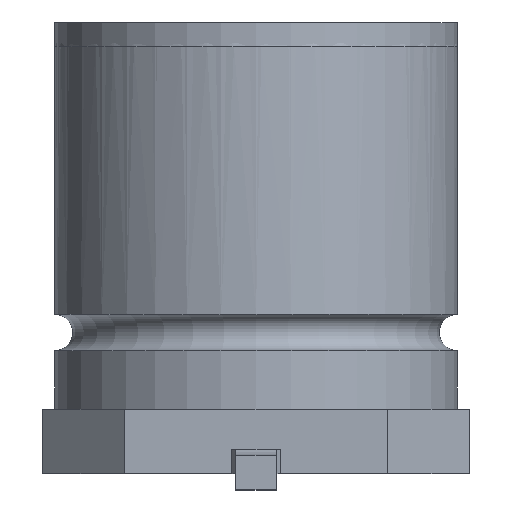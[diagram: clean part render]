
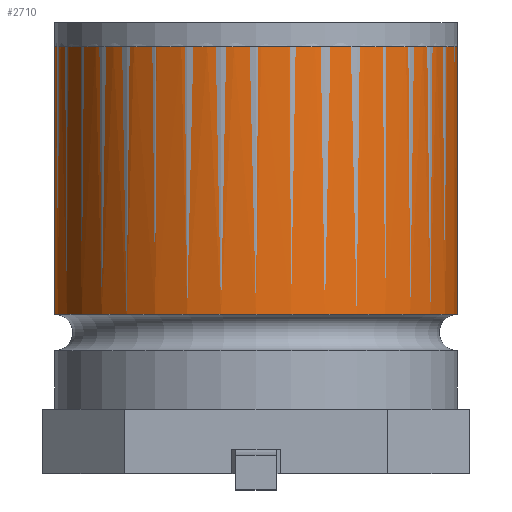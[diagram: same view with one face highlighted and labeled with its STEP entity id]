
A CAD part, front view. The second image highlights one B-rep face of the part: STEP entity #2710.
In plain terms, the highlighted cylindrical face has radius 2.5 mm (diameter 5 mm), a full revolution.
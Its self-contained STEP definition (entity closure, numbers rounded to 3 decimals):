
#2580 = ( BOUNDED_SURFACE() B_SPLINE_SURFACE(2,13,(
    (#2581,#2582,#2583,#2584,#2585,#2586,#2587,#2588,#2589,#2590,#2591
      ,#2592,#2593,#2594)
    ,(#2595,#2596,#2597,#2598,#2599,#2600,#2601,#2602,#2603,#2604,#2605
      ,#2606,#2607,#2608)
    ,(#2609,#2610,#2611,#2612,#2613,#2614,#2615,#2616,#2617,#2618,#2619
      ,#2620,#2621,#2622
)),.UNSPECIFIED.,.F.,.T.,.F.) B_SPLINE_SURFACE_WITH_KNOTS((3,3),(14,14),
  (0.,15.708),(0.,15.708),
.PIECEWISE_BEZIER_KNOTS.) GEOMETRIC_REPRESENTATION_ITEM() 
RATIONAL_B_SPLINE_SURFACE((
    (1.,1.,1.,1.,1.,1.
      ,1.,1.,1.,1.,1.,1.
      ,1.,1.)
    ,(0.707,0.707,0.707,0.707
      ,0.707,0.707,0.707,0.707
      ,0.707,0.707,0.707,0.707
      ,0.707,0.707)
    ,(1.,1.,1.,1.,1.,1.
      ,1.,1.,1.,1.,1.,1.
,1.,1.))) REPRESENTATION_ITEM('') SURFACE() );
#2581 = CARTESIAN_POINT('',(2.2,0.,5.8));
#2582 = CARTESIAN_POINT('',(2.2,1.048,5.8));
#2583 = CARTESIAN_POINT('',(1.658,2.12,5.8));
#2584 = CARTESIAN_POINT('',(0.544,2.887,5.8));
#2585 = CARTESIAN_POINT('',(-0.99,3.004,5.8));
#2586 = CARTESIAN_POINT('',(-2.315,2.187,
    5.8));
#2587 = CARTESIAN_POINT('',(-3.287,0.995,
    5.8));
#2588 = CARTESIAN_POINT('',(-3.287,-0.995,
    5.8));
#2589 = CARTESIAN_POINT('',(-2.315,-2.187,
    5.8));
#2590 = CARTESIAN_POINT('',(-0.99,-3.004,5.8));
#2591 = CARTESIAN_POINT('',(0.544,-2.887,5.8));
#2592 = CARTESIAN_POINT('',(1.658,-2.12,5.8));
#2593 = CARTESIAN_POINT('',(2.2,-1.048,5.8));
#2594 = CARTESIAN_POINT('',(2.2,0.,5.8));
#2595 = CARTESIAN_POINT('',(2.5,0.,5.8));
#2596 = CARTESIAN_POINT('',(2.5,1.191,5.8));
#2597 = CARTESIAN_POINT('',(1.885,2.409,5.8));
#2598 = CARTESIAN_POINT('',(0.618,3.28,5.8));
#2599 = CARTESIAN_POINT('',(-1.125,3.414,5.8));
#2600 = CARTESIAN_POINT('',(-2.631,2.486,
    5.8));
#2601 = CARTESIAN_POINT('',(-3.735,1.13,5.8)
  );
#2602 = CARTESIAN_POINT('',(-3.735,-1.13,
    5.8));
#2603 = CARTESIAN_POINT('',(-2.631,-2.486,
    5.8));
#2604 = CARTESIAN_POINT('',(-1.125,-3.414,5.8));
#2605 = CARTESIAN_POINT('',(0.618,-3.28,5.8));
#2606 = CARTESIAN_POINT('',(1.885,-2.409,5.8));
#2607 = CARTESIAN_POINT('',(2.5,-1.191,5.8));
#2608 = CARTESIAN_POINT('',(2.5,0.,5.8));
#2609 = CARTESIAN_POINT('',(2.5,0.,5.5));
#2610 = CARTESIAN_POINT('',(2.5,1.191,5.5));
#2611 = CARTESIAN_POINT('',(1.885,2.409,5.5));
#2612 = CARTESIAN_POINT('',(0.618,3.28,5.5));
#2613 = CARTESIAN_POINT('',(-1.125,3.414,5.5));
#2614 = CARTESIAN_POINT('',(-2.631,2.486,5.5));
#2615 = CARTESIAN_POINT('',(-3.735,1.13,5.5));
#2616 = CARTESIAN_POINT('',(-3.735,-1.13,5.5));
#2617 = CARTESIAN_POINT('',(-2.631,-2.486,5.5));
#2618 = CARTESIAN_POINT('',(-1.125,-3.414,5.5));
#2619 = CARTESIAN_POINT('',(0.618,-3.28,5.5));
#2620 = CARTESIAN_POINT('',(1.885,-2.409,5.5));
#2621 = CARTESIAN_POINT('',(2.5,-1.191,5.5));
#2622 = CARTESIAN_POINT('',(2.5,0.,5.5));
#2635 = VERTEX_POINT('',#2636);
#2636 = CARTESIAN_POINT('',(2.5,0.,5.5));
#2657 = EDGE_CURVE('',#2635,#2635,#2658,.T.);
#2658 = SURFACE_CURVE('',#2659,(#2674,#2681),.PCURVE_S1.);
#2659 = ( BOUNDED_CURVE() B_SPLINE_CURVE(13,(#2660,#2661,#2662,#2663,
    #2664,#2665,#2666,#2667,#2668,#2669,#2670,#2671,#2672,#2673),
.UNSPECIFIED.,.T.,.F.) B_SPLINE_CURVE_WITH_KNOTS((14,14),(
0.,15.708),.PIECEWISE_BEZIER_KNOTS.) CURVE() 
GEOMETRIC_REPRESENTATION_ITEM() RATIONAL_B_SPLINE_CURVE((1.,1.,1.,
    1.,1.,1.,1.,
    1.,1.,1.,1.,1.,1.,1.)) 
REPRESENTATION_ITEM('') );
#2660 = CARTESIAN_POINT('',(2.5,0.,5.5));
#2661 = CARTESIAN_POINT('',(2.5,1.191,5.5));
#2662 = CARTESIAN_POINT('',(1.885,2.409,5.5));
#2663 = CARTESIAN_POINT('',(0.618,3.28,5.5));
#2664 = CARTESIAN_POINT('',(-1.125,3.414,5.5));
#2665 = CARTESIAN_POINT('',(-2.631,2.486,5.5));
#2666 = CARTESIAN_POINT('',(-3.735,1.13,5.5));
#2667 = CARTESIAN_POINT('',(-3.735,-1.13,5.5));
#2668 = CARTESIAN_POINT('',(-2.631,-2.486,5.5));
#2669 = CARTESIAN_POINT('',(-1.125,-3.414,5.5));
#2670 = CARTESIAN_POINT('',(0.618,-3.28,5.5));
#2671 = CARTESIAN_POINT('',(1.885,-2.409,5.5));
#2672 = CARTESIAN_POINT('',(2.5,-1.191,5.5));
#2673 = CARTESIAN_POINT('',(2.5,0.,5.5));
#2674 = PCURVE('',#2580,#2675);
#2675 = DEFINITIONAL_REPRESENTATION('',(#2676),#2680);
#2676 = LINE('',#2677,#2678);
#2677 = CARTESIAN_POINT('',(15.708,0.));
#2678 = VECTOR('',#2679,1.);
#2679 = DIRECTION('',(0.,1.));
#2680 = ( GEOMETRIC_REPRESENTATION_CONTEXT(2) 
PARAMETRIC_REPRESENTATION_CONTEXT() REPRESENTATION_CONTEXT('2D SPACE',''
  ) );
#2681 = PCURVE('',#2682,#2687);
#2682 = CYLINDRICAL_SURFACE('',#2683,2.5);
#2683 = AXIS2_PLACEMENT_3D('',#2684,#2685,#2686);
#2684 = CARTESIAN_POINT('',(0.,0.,5.8));
#2685 = DIRECTION('',(0.,0.,1.));
#2686 = DIRECTION('',(1.,0.,0.));
#2687 = DEFINITIONAL_REPRESENTATION('',(#2688),#2707);
#2688 = B_SPLINE_CURVE_WITH_KNOTS('',9,(#2689,#2690,#2691,#2692,#2693,
    #2694,#2695,#2696,#2697,#2698,#2699,#2700,#2701,#2702,#2703,#2704,
    #2705,#2706),.UNSPECIFIED.,.F.,.F.,(10,8,10),(0.,
    7.854,15.708),.UNSPECIFIED.);
#2689 = CARTESIAN_POINT('',(0.,-0.3));
#2690 = CARTESIAN_POINT('',(0.344,-0.3));
#2691 = CARTESIAN_POINT('',(0.694,-0.3));
#2692 = CARTESIAN_POINT('',(1.045,-0.3));
#2693 = CARTESIAN_POINT('',(1.396,-0.3));
#2694 = CARTESIAN_POINT('',(1.745,-0.3));
#2695 = CARTESIAN_POINT('',(2.095,-0.3));
#2696 = CARTESIAN_POINT('',(2.443,-0.3));
#2697 = CARTESIAN_POINT('',(2.793,-0.3));
#2698 = CARTESIAN_POINT('',(3.491,-0.3));
#2699 = CARTESIAN_POINT('',(3.84,-0.3));
#2700 = CARTESIAN_POINT('',(4.189,-0.3));
#2701 = CARTESIAN_POINT('',(4.538,-0.3));
#2702 = CARTESIAN_POINT('',(4.887,-0.3));
#2703 = CARTESIAN_POINT('',(5.238,-0.3));
#2704 = CARTESIAN_POINT('',(5.589,-0.3));
#2705 = CARTESIAN_POINT('',(5.939,-0.3));
#2706 = CARTESIAN_POINT('',(6.283,-0.3));
#2707 = ( GEOMETRIC_REPRESENTATION_CONTEXT(2) 
PARAMETRIC_REPRESENTATION_CONTEXT() REPRESENTATION_CONTEXT('2D SPACE',''
  ) );
#2710 = ADVANCED_FACE('',(#2711),#2682,.T.);
#2711 = FACE_BOUND('',#2712,.T.);
#2712 = EDGE_LOOP('',(#2713,#2736,#2763,#2764));
#2713 = ORIENTED_EDGE('',*,*,#2714,.F.);
#2714 = EDGE_CURVE('',#2715,#2635,#2717,.T.);
#2715 = VERTEX_POINT('',#2716);
#2716 = CARTESIAN_POINT('',(2.5,0.,2.181));
#2717 = SEAM_CURVE('',#2718,(#2722,#2729),.PCURVE_S1.);
#2718 = LINE('',#2719,#2720);
#2719 = CARTESIAN_POINT('',(2.5,0.,5.8));
#2720 = VECTOR('',#2721,1.);
#2721 = DIRECTION('',(0.,0.,1.));
#2722 = PCURVE('',#2682,#2723);
#2723 = DEFINITIONAL_REPRESENTATION('',(#2724),#2728);
#2724 = LINE('',#2725,#2726);
#2725 = CARTESIAN_POINT('',(0.,0.));
#2726 = VECTOR('',#2727,1.);
#2727 = DIRECTION('',(0.,1.));
#2728 = ( GEOMETRIC_REPRESENTATION_CONTEXT(2) 
PARAMETRIC_REPRESENTATION_CONTEXT() REPRESENTATION_CONTEXT('2D SPACE',''
  ) );
#2729 = PCURVE('',#2682,#2730);
#2730 = DEFINITIONAL_REPRESENTATION('',(#2731),#2735);
#2731 = LINE('',#2732,#2733);
#2732 = CARTESIAN_POINT('',(6.283,0.));
#2733 = VECTOR('',#2734,1.);
#2734 = DIRECTION('',(0.,1.));
#2735 = ( GEOMETRIC_REPRESENTATION_CONTEXT(2) 
PARAMETRIC_REPRESENTATION_CONTEXT() REPRESENTATION_CONTEXT('2D SPACE',''
  ) );
#2736 = ORIENTED_EDGE('',*,*,#2737,.T.);
#2737 = EDGE_CURVE('',#2715,#2715,#2738,.T.);
#2738 = SURFACE_CURVE('',#2739,(#2744,#2751),.PCURVE_S1.);
#2739 = CIRCLE('',#2740,2.5);
#2740 = AXIS2_PLACEMENT_3D('',#2741,#2742,#2743);
#2741 = CARTESIAN_POINT('',(0.,0.,2.181));
#2742 = DIRECTION('',(0.,-0.,1.));
#2743 = DIRECTION('',(1.,0.,0.));
#2744 = PCURVE('',#2682,#2745);
#2745 = DEFINITIONAL_REPRESENTATION('',(#2746),#2750);
#2746 = LINE('',#2747,#2748);
#2747 = CARTESIAN_POINT('',(0.,-3.619));
#2748 = VECTOR('',#2749,1.);
#2749 = DIRECTION('',(1.,0.));
#2750 = ( GEOMETRIC_REPRESENTATION_CONTEXT(2) 
PARAMETRIC_REPRESENTATION_CONTEXT() REPRESENTATION_CONTEXT('2D SPACE',''
  ) );
#2751 = PCURVE('',#2752,#2757);
#2752 = TOROIDAL_SURFACE('',#2753,2.501,0.225);
#2753 = AXIS2_PLACEMENT_3D('',#2754,#2755,#2756);
#2754 = CARTESIAN_POINT('',(0.,0.,1.956));
#2755 = DIRECTION('',(0.,0.,1.));
#2756 = DIRECTION('',(1.,0.,0.));
#2757 = DEFINITIONAL_REPRESENTATION('',(#2758),#2762);
#2758 = LINE('',#2759,#2760);
#2759 = CARTESIAN_POINT('',(0.,1.576));
#2760 = VECTOR('',#2761,1.);
#2761 = DIRECTION('',(1.,0.));
#2762 = ( GEOMETRIC_REPRESENTATION_CONTEXT(2) 
PARAMETRIC_REPRESENTATION_CONTEXT() REPRESENTATION_CONTEXT('2D SPACE',''
  ) );
#2763 = ORIENTED_EDGE('',*,*,#2714,.T.);
#2764 = ORIENTED_EDGE('',*,*,#2657,.F.);
